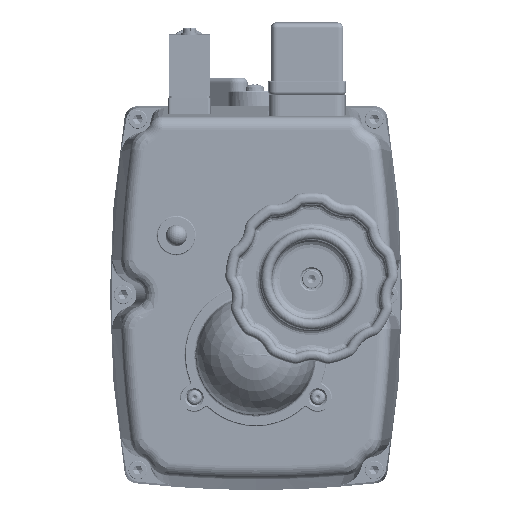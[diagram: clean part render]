
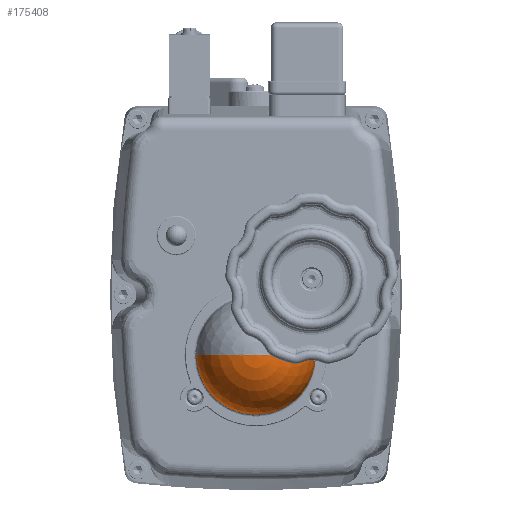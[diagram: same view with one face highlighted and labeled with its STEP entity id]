
A CAD part, left-side view. The second image highlights one B-rep face of the part: STEP entity #175408.
In plain terms, the highlighted spherical face has radius 22.5 mm.
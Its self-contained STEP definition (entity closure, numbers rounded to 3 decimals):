
#13812 = AXIS2_PLACEMENT_3D ( 'NONE', #98405, #54551, #90497 ) ;
#23548 = DIRECTION ( 'NONE',  ( 0., 0., -1. ) ) ;
#24508 = SPHERICAL_SURFACE ( 'NONE', #169176, 22.5 ) ;
#54551 = DIRECTION ( 'NONE',  ( 1., 0., 0. ) ) ;
#55011 = EDGE_CURVE ( 'NONE', #64795, #84155, #58719, .T. ) ;
#58719 = CIRCLE ( 'NONE', #192559, 22.487 ) ;
#64795 = VERTEX_POINT ( 'NONE', #134292 ) ;
#65535 = FACE_OUTER_BOUND ( 'NONE', #176082, .T. ) ;
#78016 = ORIENTED_EDGE ( 'NONE', *, *, #122344, .T. ) ;
#84155 = VERTEX_POINT ( 'NONE', #120254 ) ;
#90497 = DIRECTION ( 'NONE',  ( 0., 0., 1. ) ) ;
#98405 = CARTESIAN_POINT ( 'NONE',  ( 5.736, 22.387, 45.46 ) ) ;
#98549 = DIRECTION ( 'NONE',  ( 0., -1., 0. ) ) ;
#99503 = CARTESIAN_POINT ( 'NONE',  ( 5.736, 22.387, 46.232 ) ) ;
#120254 = CARTESIAN_POINT ( 'NONE',  ( 5.736, -0.1, 46.232 ) ) ;
#122344 = EDGE_CURVE ( 'NONE', #64795, #84155, #125991, .T. ) ;
#125991 = CIRCLE ( 'NONE', #13812, 22.5 ) ;
#128792 = DIRECTION ( 'NONE',  ( 0., 0., -1. ) ) ;
#134292 = CARTESIAN_POINT ( 'NONE',  ( 5.736, 44.873, 46.232 ) ) ;
#140559 = DIRECTION ( 'NONE',  ( 0., 1., 0. ) ) ;
#159064 = CARTESIAN_POINT ( 'NONE',  ( 5.736, 22.387, 45.46 ) ) ;
#169176 = AXIS2_PLACEMENT_3D ( 'NONE', #159064, #23548, #140559 ) ;
#175408 = ADVANCED_FACE ( 'NONE', ( #65535 ), #24508, .T. ) ;
#176082 = EDGE_LOOP ( 'NONE', ( #78016, #190742 ) ) ;
#190742 = ORIENTED_EDGE ( 'NONE', *, *, #55011, .F. ) ;
#192559 = AXIS2_PLACEMENT_3D ( 'NONE', #99503, #128792, #98549 ) ;
